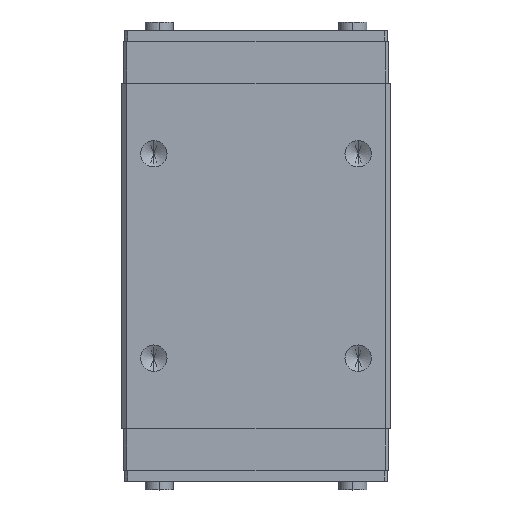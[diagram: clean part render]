
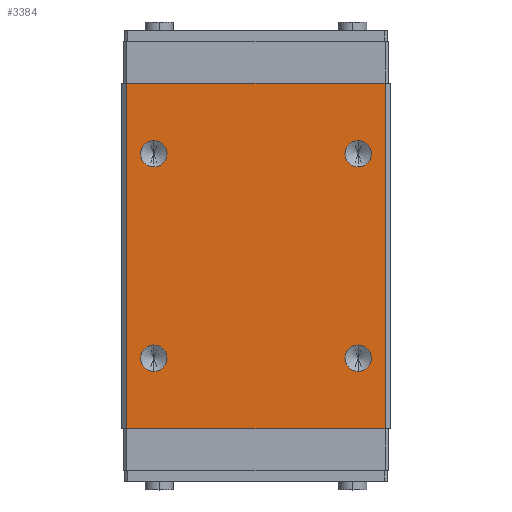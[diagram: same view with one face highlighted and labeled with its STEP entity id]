
A CAD part, top view. The second image highlights one B-rep face of the part: STEP entity #3384.
In plain terms, the highlighted planar face has unit normal (0, 0, 1).
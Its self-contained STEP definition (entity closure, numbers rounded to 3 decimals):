
#12 = VERTEX_POINT ( 'NONE', #4648 ) ;
#35 = CIRCLE ( 'NONE', #3211, 1.229 ) ;
#116 = AXIS2_PLACEMENT_3D ( 'NONE', #2067, #3497, #1363 ) ;
#161 = AXIS2_PLACEMENT_3D ( 'NONE', #802, #3301, #2589 ) ;
#205 = DIRECTION ( 'NONE',  ( 1., 0., 0. ) ) ;
#237 = VERTEX_POINT ( 'NONE', #4505 ) ;
#249 = CARTESIAN_POINT ( 'NONE',  ( 12., 16.05, 9. ) ) ;
#343 = VERTEX_POINT ( 'NONE', #3606 ) ;
#359 = EDGE_CURVE ( 'NONE', #988, #12, #35, .T. ) ;
#361 = ORIENTED_EDGE ( 'NONE', *, *, #3753, .T. ) ;
#374 = DIRECTION ( 'NONE',  ( 0., 0., -1. ) ) ;
#377 = CARTESIAN_POINT ( 'NONE',  ( -9.5, 9.5, 9. ) ) ;
#439 = CARTESIAN_POINT ( 'NONE',  ( 12., -16.05, 9. ) ) ;
#497 = FACE_OUTER_BOUND ( 'NONE', #1972, .T. ) ;
#514 = VECTOR ( 'NONE', #1236, 1000. ) ;
#534 = EDGE_CURVE ( 'NONE', #237, #2429, #2527, .T. ) ;
#569 = FACE_BOUND ( 'NONE', #2442, .T. ) ;
#576 = EDGE_CURVE ( 'NONE', #4535, #1650, #2233, .T. ) ;
#660 = VECTOR ( 'NONE', #1673, 1000. ) ;
#735 = EDGE_CURVE ( 'NONE', #2429, #237, #4033, .T. ) ;
#799 = DIRECTION ( 'NONE',  ( 0., -1., 0. ) ) ;
#802 = CARTESIAN_POINT ( 'NONE',  ( -9.5, 9.5, 9. ) ) ;
#821 = VERTEX_POINT ( 'NONE', #439 ) ;
#947 = CARTESIAN_POINT ( 'NONE',  ( 9.5, -8.271, 9. ) ) ;
#988 = VERTEX_POINT ( 'NONE', #2300 ) ;
#993 = DIRECTION ( 'NONE',  ( 1., 0., 0. ) ) ;
#1010 = VECTOR ( 'NONE', #1579, 1000. ) ;
#1126 = ORIENTED_EDGE ( 'NONE', *, *, #735, .T. ) ;
#1186 = EDGE_LOOP ( 'NONE', ( #2280, #3533 ) ) ;
#1230 = CARTESIAN_POINT ( 'NONE',  ( -12., -16.05, 9. ) ) ;
#1232 = CIRCLE ( 'NONE', #161, 1.229 ) ;
#1236 = DIRECTION ( 'NONE',  ( 0., 1., 0. ) ) ;
#1271 = DIRECTION ( 'NONE',  ( 0., 0., -1. ) ) ;
#1272 = DIRECTION ( 'NONE',  ( 0., -1., 0. ) ) ;
#1281 = FACE_BOUND ( 'NONE', #1186, .T. ) ;
#1310 = VERTEX_POINT ( 'NONE', #2054 ) ;
#1327 = FACE_BOUND ( 'NONE', #3712, .T. ) ;
#1332 = AXIS2_PLACEMENT_3D ( 'NONE', #3455, #4028, #799 ) ;
#1363 = DIRECTION ( 'NONE',  ( 0., -1., 0. ) ) ;
#1372 = DIRECTION ( 'NONE',  ( 0., -1., 0. ) ) ;
#1466 = AXIS2_PLACEMENT_3D ( 'NONE', #3032, #1998, #1272 ) ;
#1579 = DIRECTION ( 'NONE',  ( 0., 1., 0. ) ) ;
#1612 = VECTOR ( 'NONE', #993, 1000. ) ;
#1613 = CIRCLE ( 'NONE', #1466, 1.229 ) ;
#1648 = CARTESIAN_POINT ( 'NONE',  ( 9.5, 9.5, 9. ) ) ;
#1649 = CARTESIAN_POINT ( 'NONE',  ( -12., -16.05, 9. ) ) ;
#1650 = VERTEX_POINT ( 'NONE', #947 ) ;
#1673 = DIRECTION ( 'NONE',  ( 1., 0., 0. ) ) ;
#1678 = FACE_BOUND ( 'NONE', #4172, .T. ) ;
#1705 = CARTESIAN_POINT ( 'NONE',  ( -9.5, -9.5, 9. ) ) ;
#1733 = EDGE_CURVE ( 'NONE', #1310, #3969, #2428, .T. ) ;
#1818 = DIRECTION ( 'NONE',  ( 0., -1., 0. ) ) ;
#1935 = AXIS2_PLACEMENT_3D ( 'NONE', #1705, #4621, #1372 ) ;
#1958 = AXIS2_PLACEMENT_3D ( 'NONE', #1230, #2707, #205 ) ;
#1967 = VERTEX_POINT ( 'NONE', #3293 ) ;
#1972 = EDGE_LOOP ( 'NONE', ( #2119, #3919, #2256, #3283 ) ) ;
#1998 = DIRECTION ( 'NONE',  ( 0., 0., -1. ) ) ;
#2008 = EDGE_CURVE ( 'NONE', #1967, #1310, #4540, .T. ) ;
#2013 = CIRCLE ( 'NONE', #1935, 1.229 ) ;
#2045 = VERTEX_POINT ( 'NONE', #2400 ) ;
#2054 = CARTESIAN_POINT ( 'NONE',  ( -12., 16.05, 9. ) ) ;
#2067 = CARTESIAN_POINT ( 'NONE',  ( 9.5, 9.5, 9. ) ) ;
#2081 = AXIS2_PLACEMENT_3D ( 'NONE', #1648, #1271, #3054 ) ;
#2089 = EDGE_CURVE ( 'NONE', #1650, #4535, #1613, .T. ) ;
#2119 = ORIENTED_EDGE ( 'NONE', *, *, #1733, .F. ) ;
#2166 = ORIENTED_EDGE ( 'NONE', *, *, #534, .T. ) ;
#2233 = CIRCLE ( 'NONE', #1332, 1.229 ) ;
#2256 = ORIENTED_EDGE ( 'NONE', *, *, #3917, .T. ) ;
#2280 = ORIENTED_EDGE ( 'NONE', *, *, #3304, .T. ) ;
#2300 = CARTESIAN_POINT ( 'NONE',  ( -9.5, 10.729, 9. ) ) ;
#2388 = CIRCLE ( 'NONE', #2985, 1.229 ) ;
#2400 = CARTESIAN_POINT ( 'NONE',  ( -9.5, -8.271, 9. ) ) ;
#2428 = LINE ( 'NONE', #4268, #1612 ) ;
#2429 = VERTEX_POINT ( 'NONE', #3437 ) ;
#2442 = EDGE_LOOP ( 'NONE', ( #3495, #361 ) ) ;
#2516 = ORIENTED_EDGE ( 'NONE', *, *, #2089, .T. ) ;
#2527 = CIRCLE ( 'NONE', #2081, 1.229 ) ;
#2589 = DIRECTION ( 'NONE',  ( 0., -1., 0. ) ) ;
#2651 = ORIENTED_EDGE ( 'NONE', *, *, #576, .T. ) ;
#2707 = DIRECTION ( 'NONE',  ( 0., 0., 1. ) ) ;
#2733 = PLANE ( 'NONE',  #1958 ) ;
#2985 = AXIS2_PLACEMENT_3D ( 'NONE', #3604, #374, #1818 ) ;
#3032 = CARTESIAN_POINT ( 'NONE',  ( 9.5, -9.5, 9. ) ) ;
#3054 = DIRECTION ( 'NONE',  ( 0., -1., 0. ) ) ;
#3153 = CARTESIAN_POINT ( 'NONE',  ( -12., -16.05, 9. ) ) ;
#3211 = AXIS2_PLACEMENT_3D ( 'NONE', #377, #3560, #3650 ) ;
#3283 = ORIENTED_EDGE ( 'NONE', *, *, #4643, .T. ) ;
#3293 = CARTESIAN_POINT ( 'NONE',  ( -12., -16.05, 9. ) ) ;
#3301 = DIRECTION ( 'NONE',  ( 0., 0., -1. ) ) ;
#3304 = EDGE_CURVE ( 'NONE', #12, #988, #1232, .T. ) ;
#3384 = ADVANCED_FACE ( 'NONE', ( #497, #1327, #569, #1281, #1678 ), #2733, .T. ) ;
#3397 = CARTESIAN_POINT ( 'NONE',  ( 12., -16.05, 9. ) ) ;
#3437 = CARTESIAN_POINT ( 'NONE',  ( 9.5, 10.729, 9. ) ) ;
#3455 = CARTESIAN_POINT ( 'NONE',  ( 9.5, -9.5, 9. ) ) ;
#3495 = ORIENTED_EDGE ( 'NONE', *, *, #3563, .T. ) ;
#3497 = DIRECTION ( 'NONE',  ( 0., 0., -1. ) ) ;
#3533 = ORIENTED_EDGE ( 'NONE', *, *, #359, .T. ) ;
#3560 = DIRECTION ( 'NONE',  ( 0., 0., -1. ) ) ;
#3563 = EDGE_CURVE ( 'NONE', #343, #2045, #2013, .T. ) ;
#3604 = CARTESIAN_POINT ( 'NONE',  ( -9.5, -9.5, 9. ) ) ;
#3606 = CARTESIAN_POINT ( 'NONE',  ( -9.5, -10.729, 9. ) ) ;
#3650 = DIRECTION ( 'NONE',  ( 0., -1., 0. ) ) ;
#3712 = EDGE_LOOP ( 'NONE', ( #2651, #2516 ) ) ;
#3724 = LINE ( 'NONE', #3397, #514 ) ;
#3753 = EDGE_CURVE ( 'NONE', #2045, #343, #2388, .T. ) ;
#3917 = EDGE_CURVE ( 'NONE', #1967, #821, #4263, .T. ) ;
#3919 = ORIENTED_EDGE ( 'NONE', *, *, #2008, .F. ) ;
#3969 = VERTEX_POINT ( 'NONE', #249 ) ;
#4028 = DIRECTION ( 'NONE',  ( 0., 0., -1. ) ) ;
#4033 = CIRCLE ( 'NONE', #116, 1.229 ) ;
#4172 = EDGE_LOOP ( 'NONE', ( #2166, #1126 ) ) ;
#4263 = LINE ( 'NONE', #3153, #660 ) ;
#4268 = CARTESIAN_POINT ( 'NONE',  ( -12., 16.05, 9. ) ) ;
#4347 = CARTESIAN_POINT ( 'NONE',  ( 9.5, -10.729, 9. ) ) ;
#4505 = CARTESIAN_POINT ( 'NONE',  ( 9.5, 8.271, 9. ) ) ;
#4535 = VERTEX_POINT ( 'NONE', #4347 ) ;
#4540 = LINE ( 'NONE', #1649, #1010 ) ;
#4621 = DIRECTION ( 'NONE',  ( 0., 0., -1. ) ) ;
#4643 = EDGE_CURVE ( 'NONE', #821, #3969, #3724, .T. ) ;
#4648 = CARTESIAN_POINT ( 'NONE',  ( -9.5, 8.271, 9. ) ) ;
